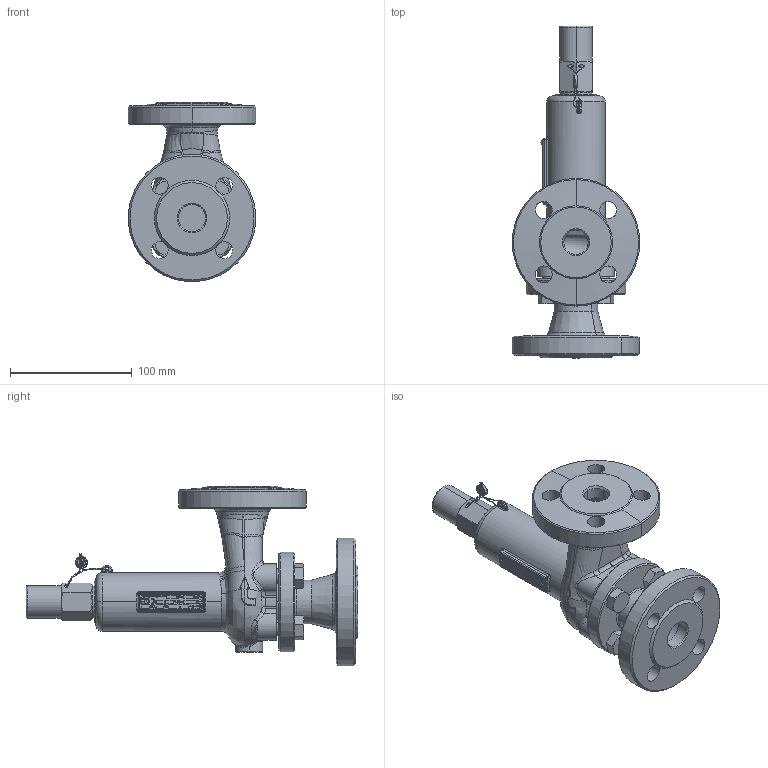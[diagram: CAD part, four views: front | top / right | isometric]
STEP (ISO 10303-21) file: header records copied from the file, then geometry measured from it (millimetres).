
FILE_DESCRIPTION (( 'STEP AP203' ), '1' );
FILE_NAME ('Typ 3 BG I.STEP', '2017-12-14T12:57:50', ( '' ), ( '' ), 'SwSTEP 2.0', 'SolidWorks 2016', '' );
FILE_SCHEMA (( 'CONFIG_CONTROL_DESIGN' ));
Length unit declared in the file: millimetre
Products named in the file (1): Typ 3 BG I
Bounding box: 105 x 273 x 147.3 mm (x, y, z)
Volume: 483113.1 mm3; surface area: 155461.6 mm2
Topology: 29 solids, 29 shells, 1678 faces, 4231 edges, 2693 vertices
Faces by surface type: bspline 634, plane 628, cylinder 223, torus 101, cone 88, sphere 4
Entity records: 82813 total; most frequent: CARTESIAN_POINT 47107, ORIENTED_EDGE 8446, DIRECTION 5536, EDGE_CURVE 4223, VERTEX_POINT 2693, VECTOR 1922, LINE 1922, EDGE_LOOP 1824
